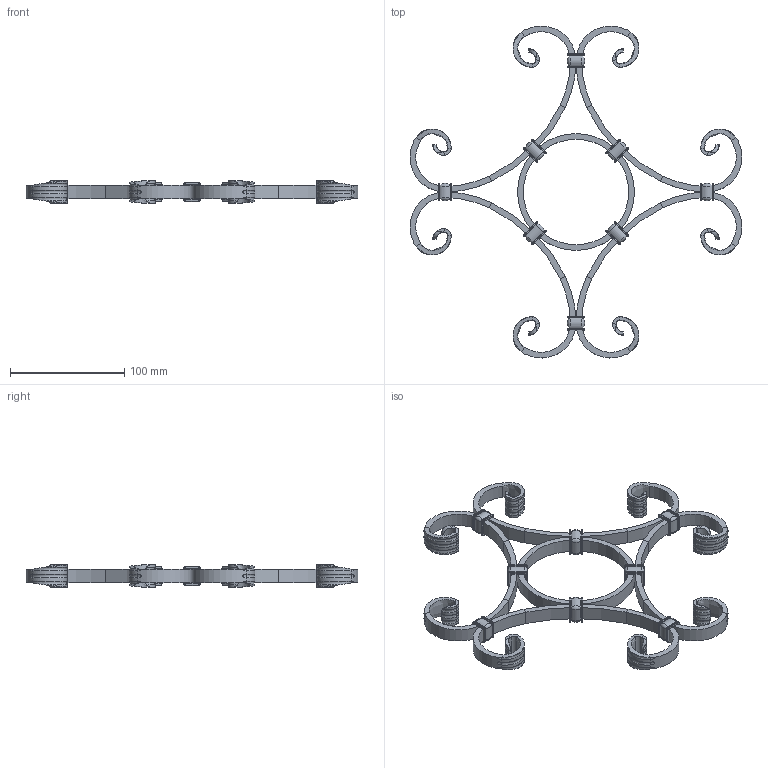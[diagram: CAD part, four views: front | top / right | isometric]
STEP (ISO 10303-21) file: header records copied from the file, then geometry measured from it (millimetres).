
FILE_DESCRIPTION (( 'STEP AP203' ), '1' );
FILE_NAME ('3031.STEP', '2024-04-26T09:47:40', ( '' ), ( '' ), 'SwSTEP 2.0', 'SolidWorks 2018', '' );
FILE_SCHEMA (( 'CONFIG_CONTROL_DESIGN' ));
Length unit declared in the file: millimetre
Products named in the file (1): 3031
Bounding box: 289.97 x 289.97 x 20 mm (x, y, z)
Volume: 125342.5 mm3; surface area: 83699 mm2
Topology: 13 solids, 13 shells, 1659 faces, 3539 edges, 1842 vertices
Faces by surface type: plane 572, cylinder 562, torus 288, bspline 237
Full cylindrical faces by diameter (mm): 92 x1, 102 x1
Entity records: 59926 total; most frequent: CARTESIAN_POINT 26156, DIRECTION 7065, ORIENTED_EDGE 6946, EDGE_CURVE 3473, AXIS2_PLACEMENT_3D 2699, VERTEX_POINT 1842, EDGE_LOOP 1679, LINE 1667
